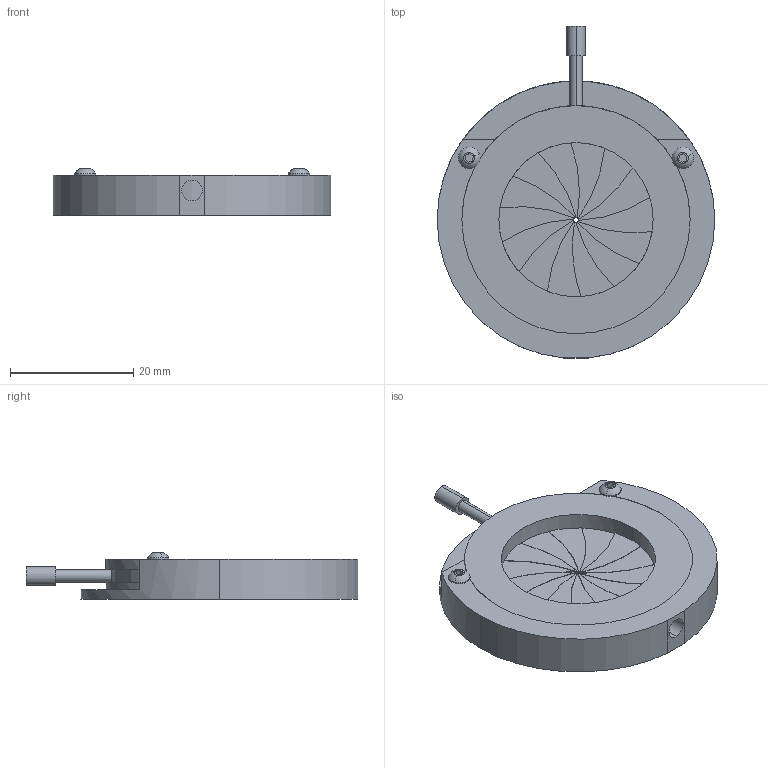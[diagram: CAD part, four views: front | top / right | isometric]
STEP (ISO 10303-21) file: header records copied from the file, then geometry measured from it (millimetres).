
FILE_DESCRIPTION (( 'STEP AP214' ), '1' );
FILE_NAME ('ID0825M.STEP', '2019-01-22T02:20:04', ( '' ), ( '' ), 'SwSTEP 2.0', 'SolidWorks 2016', '' );
FILE_SCHEMA (( 'AUTOMOTIVE_DESIGN' ));
Length unit declared in the file: millimetre
Products named in the file (1): ID0825M
Bounding box: 45 x 53.81 x 7.5 mm (x, y, z)
Surface area: 6001.5 mm2 (no closed solid volume)
Topology: 0 solids, 4 shells, 116 faces, 324 edges, 216 vertices
Faces by surface type: cylinder 56, plane 56, sphere 4
Entity records: 5144 total; most frequent: DIRECTION 740, CARTESIAN_POINT 687, ORIENTED_EDGE 622, EDGE_CURVE 324, AXIS2_PLACEMENT_3D 301, VERTEX_POINT 216, CIRCLE 184, VECTOR 138
